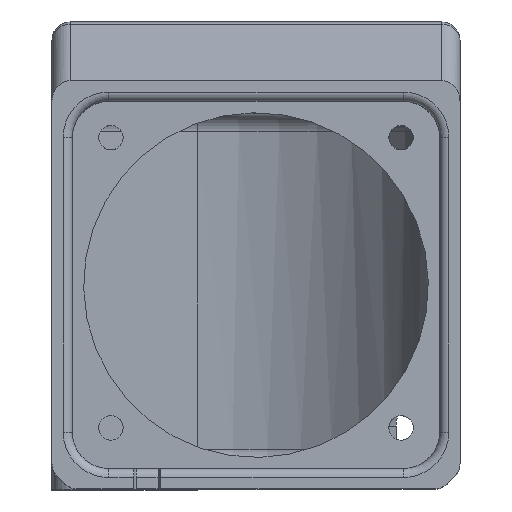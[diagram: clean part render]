
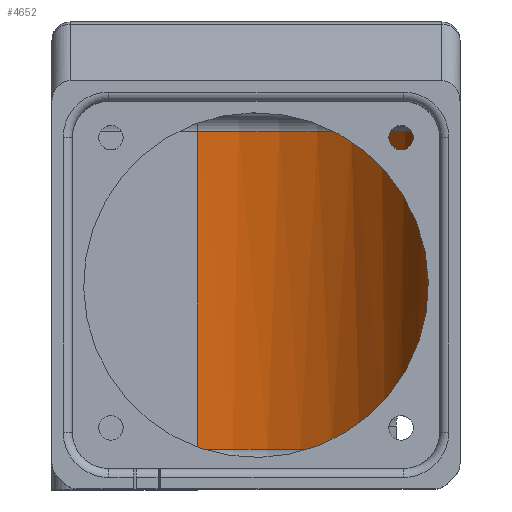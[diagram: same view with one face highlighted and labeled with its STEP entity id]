
A CAD part, top view. The second image highlights one B-rep face of the part: STEP entity #4652.
In plain terms, the highlighted cylindrical face has radius 26.5 mm (diameter 53 mm), a partial arc.
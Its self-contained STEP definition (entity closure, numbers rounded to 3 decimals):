
#9 = CARTESIAN_POINT ( 'NONE',  ( 42.422, 10.152, -45.037 ) ) ;
#45 = CARTESIAN_POINT ( 'NONE',  ( 16., 4.5, -69.5 ) ) ;
#55 = CARTESIAN_POINT ( 'NONE',  ( 36.728, 8.015, -59.511 ) ) ;
#103 = CARTESIAN_POINT ( 'NONE',  ( 42.497, 11.493, -43.398 ) ) ;
#126 = CYLINDRICAL_SURFACE ( 'NONE', #1308, 26.5 ) ;
#131 = CARTESIAN_POINT ( 'NONE',  ( 16., 91.585, -69.5 ) ) ;
#135 = CARTESIAN_POINT ( 'NONE',  ( 36.614, 7.209, -59.652 ) ) ;
#205 = VERTEX_POINT ( 'NONE', #4529 ) ;
#235 = VERTEX_POINT ( 'NONE', #2669 ) ;
#318 = CARTESIAN_POINT ( 'NONE',  ( 42.458, 10.394, -44.501 ) ) ;
#336 = EDGE_CURVE ( 'NONE', #4109, #235, #3796, .T. ) ;
#386 = EDGE_CURVE ( 'NONE', #205, #2393, #871, .T. ) ;
#468 = CARTESIAN_POINT ( 'NONE',  ( 37.057, 8.895, -59.089 ) ) ;
#511 = CARTESIAN_POINT ( 'NONE',  ( 42.5, 39.5, -43. ) ) ;
#535 = CARTESIAN_POINT ( 'NONE',  ( 42.481, 10.738, -44.02 ) ) ;
#570 = LINE ( 'NONE', #1352, #2243 ) ;
#769 = CARTESIAN_POINT ( 'NONE',  ( 42.407, 10.095, -45.227 ) ) ;
#793 = CARTESIAN_POINT ( 'NONE',  ( 42.5, 91.585, -43. ) ) ;
#810 = CARTESIAN_POINT ( 'NONE',  ( 42.5, 12.218, -43.097 ) ) ;
#818 = EDGE_CURVE ( 'NONE', #1867, #2393, #4560, .T. ) ;
#868 = CARTESIAN_POINT ( 'NONE',  ( 37.64, 9.642, -58.296 ) ) ;
#871 = CIRCLE ( 'NONE', #1278, 26.5 ) ;
#888 = CARTESIAN_POINT ( 'NONE',  ( 42.5, 13., -43. ) ) ;
#897 = CARTESIAN_POINT ( 'NONE',  ( 37.144, 9.046, -58.976 ) ) ;
#924 = CARTESIAN_POINT ( 'NONE',  ( 36.903, 8.564, -59.289 ) ) ;
#1067 = CARTESIAN_POINT ( 'NONE',  ( 16., 39.5, -69.5 ) ) ;
#1092 = CARTESIAN_POINT ( 'NONE',  ( 38.524, 10., -56.961 ) ) ;
#1199 = CARTESIAN_POINT ( 'NONE',  ( 36.629, 7.414, -59.634 ) ) ;
#1278 = AXIS2_PLACEMENT_3D ( 'NONE', #4752, #2360, #3912 ) ;
#1296 = CARTESIAN_POINT ( 'NONE',  ( 42.49, 11.014, -43.743 ) ) ;
#1298 = ORIENTED_EDGE ( 'NONE', *, *, #818, .T. ) ;
#1308 = AXIS2_PLACEMENT_3D ( 'NONE', #2074, #3163, #4684 ) ;
#1352 = CARTESIAN_POINT ( 'NONE',  ( 36.614, 91.585, -59.652 ) ) ;
#1356 = EDGE_CURVE ( 'NONE', #235, #1867, #570, .T. ) ;
#1482 = CARTESIAN_POINT ( 'NONE',  ( 42.474, 10.611, -44.175 ) ) ;
#1571 = CARTESIAN_POINT ( 'NONE',  ( 42.5, 12.802, -43. ) ) ;
#1603 = CARTESIAN_POINT ( 'NONE',  ( 36.837, 8.388, -59.373 ) ) ;
#1656 = CARTESIAN_POINT ( 'NONE',  ( 38.082, 9.916, -57.652 ) ) ;
#1729 = VERTEX_POINT ( 'NONE', #1067 ) ;
#1867 = VERTEX_POINT ( 'NONE', #2383 ) ;
#2008 = CARTESIAN_POINT ( 'NONE',  ( 37.431, 9.437, -58.588 ) ) ;
#2074 = CARTESIAN_POINT ( 'NONE',  ( 16., 91.585, -43. ) ) ;
#2243 = VECTOR ( 'NONE', #3330, 1000. ) ;
#2324 = CARTESIAN_POINT ( 'NONE',  ( 42.448, 10.302, -44.674 ) ) ;
#2360 = DIRECTION ( 'NONE',  ( 0., 1., 0. ) ) ;
#2374 = CARTESIAN_POINT ( 'NONE',  ( 42.498, 11.668, -43.305 ) ) ;
#2383 = CARTESIAN_POINT ( 'NONE',  ( 36.614, 7., -59.652 ) ) ;
#2393 = VERTEX_POINT ( 'NONE', #1092 ) ;
#2452 = CARTESIAN_POINT ( 'NONE',  ( 42.493, 11.165, -43.618 ) ) ;
#2457 = LINE ( 'NONE', #131, #3737 ) ;
#2460 = CARTESIAN_POINT ( 'NONE',  ( 38.415, 10., -57.138 ) ) ;
#2487 = AXIS2_PLACEMENT_3D ( 'NONE', #2793, #3122, #3080 ) ;
#2622 = DIRECTION ( 'NONE',  ( 0., -1., 0. ) ) ;
#2645 = EDGE_CURVE ( 'NONE', #4097, #1729, #5039, .T. ) ;
#2669 = CARTESIAN_POINT ( 'NONE',  ( 36.614, 4.5, -59.652 ) ) ;
#2685 = ORIENTED_EDGE ( 'NONE', *, *, #1356, .T. ) ;
#2722 = ORIENTED_EDGE ( 'NONE', *, *, #336, .T. ) ;
#2730 = FACE_OUTER_BOUND ( 'NONE', #4635, .T. ) ;
#2786 = ORIENTED_EDGE ( 'NONE', *, *, #386, .F. ) ;
#2793 = CARTESIAN_POINT ( 'NONE',  ( 16., 4.5, -43. ) ) ;
#2794 = CARTESIAN_POINT ( 'NONE',  ( 16., 39.5, -43. ) ) ;
#2803 = ORIENTED_EDGE ( 'NONE', *, *, #3611, .T. ) ;
#2820 = CARTESIAN_POINT ( 'NONE',  ( 38.524, 10., -56.961 ) ) ;
#2824 = DIRECTION ( 'NONE',  ( 0., 1., 0. ) ) ;
#3080 = DIRECTION ( 'NONE',  ( 1., 0., 0. ) ) ;
#3122 = DIRECTION ( 'NONE',  ( 0., -1., 0. ) ) ;
#3161 = ORIENTED_EDGE ( 'NONE', *, *, #4571, .T. ) ;
#3163 = DIRECTION ( 'NONE',  ( 0., -1., 0. ) ) ;
#3173 = CARTESIAN_POINT ( 'NONE',  ( 38.304, 9.983, -57.311 ) ) ;
#3221 = AXIS2_PLACEMENT_3D ( 'NONE', #2794, #2824, #4351 ) ;
#3224 = CARTESIAN_POINT ( 'NONE',  ( 37.33, 9.316, -58.726 ) ) ;
#3330 = DIRECTION ( 'NONE',  ( 0., 1., 0. ) ) ;
#3456 = EDGE_CURVE ( 'NONE', #4097, #4004, #3481, .T. ) ;
#3476 = CARTESIAN_POINT ( 'NONE',  ( 42.352, 10., -45.803 ) ) ;
#3481 = LINE ( 'NONE', #793, #4975 ) ;
#3557 = CARTESIAN_POINT ( 'NONE',  ( 37.969, 9.864, -57.821 ) ) ;
#3611 = EDGE_CURVE ( 'NONE', #1729, #4109, #2457, .T. ) ;
#3737 = VECTOR ( 'NONE', #3989, 1000. ) ;
#3772 = ORIENTED_EDGE ( 'NONE', *, *, #2645, .T. ) ;
#3796 = CIRCLE ( 'NONE', #2487, 26.5 ) ;
#3903 = CARTESIAN_POINT ( 'NONE',  ( 42.5, 12.606, -43.019 ) ) ;
#3912 = DIRECTION ( 'NONE',  ( 1., 0., 0. ) ) ;
#3932 = CARTESIAN_POINT ( 'NONE',  ( 36.614, 7., -59.652 ) ) ;
#3954 = CARTESIAN_POINT ( 'NONE',  ( 42.5, 12.029, -43.155 ) ) ;
#3989 = DIRECTION ( 'NONE',  ( 0., -1., 0. ) ) ;
#4004 = VERTEX_POINT ( 'NONE', #4289 ) ;
#4015 = CARTESIAN_POINT ( 'NONE',  ( 36.685, 7.815, -59.564 ) ) ;
#4097 = VERTEX_POINT ( 'NONE', #511 ) ;
#4109 = VERTEX_POINT ( 'NONE', #45 ) ;
#4224 = B_SPLINE_CURVE_WITH_KNOTS ( 'NONE', 3,
 ( #4615, #3476, #4244, #769, #9, #2324, #318, #1482, #535, #1296, #2452, #103, #2374, #3954, #810, #3903, #1571, #888 ),
 .UNSPECIFIED., .F., .F.,
 ( 4, 2, 2, 2, 2, 2, 2, 2, 4 ),
 ( 0., 0.001, 0.001, 0.002, 0.002, 0.003, 0.004, 0.004, 0.005 ),
 .UNSPECIFIED. ) ;
#4244 = CARTESIAN_POINT ( 'NONE',  ( 42.372, 10.019, -45.609 ) ) ;
#4289 = CARTESIAN_POINT ( 'NONE',  ( 42.5, 13., -43. ) ) ;
#4351 = DIRECTION ( 'NONE',  ( 0., 0., -1. ) ) ;
#4529 = CARTESIAN_POINT ( 'NONE',  ( 42.33, 10., -46. ) ) ;
#4560 = B_SPLINE_CURVE_WITH_KNOTS ( 'NONE', 3,
 ( #3932, #135, #1199, #4015, #55, #1603, #924, #468, #897, #3224, #2008, #868, #4805, #3557, #1656, #3173, #2460, #2820 ),
 .UNSPECIFIED., .F., .F.,
 ( 4, 2, 2, 2, 2, 2, 2, 2, 4 ),
 ( 0., 0.001, 0.001, 0.002, 0.002, 0.003, 0.004, 0.004, 0.005 ),
 .UNSPECIFIED. ) ;
#4571 = EDGE_CURVE ( 'NONE', #205, #4004, #4224, .T. ) ;
#4615 = CARTESIAN_POINT ( 'NONE',  ( 42.33, 10., -46. ) ) ;
#4635 = EDGE_LOOP ( 'NONE', ( #2786, #3161, #5024, #3772, #2803, #2722, #2685, #1298 ) ) ;
#4652 = ADVANCED_FACE ( 'NONE', ( #2730 ), #126, .F. ) ;
#4684 = DIRECTION ( 'NONE',  ( 1., 0., 0. ) ) ;
#4752 = CARTESIAN_POINT ( 'NONE',  ( 16., 10., -43. ) ) ;
#4805 = CARTESIAN_POINT ( 'NONE',  ( 37.748, 9.728, -58.143 ) ) ;
#4975 = VECTOR ( 'NONE', #2622, 1000. ) ;
#5024 = ORIENTED_EDGE ( 'NONE', *, *, #3456, .F. ) ;
#5039 = CIRCLE ( 'NONE', #3221, 26.5 ) ;
